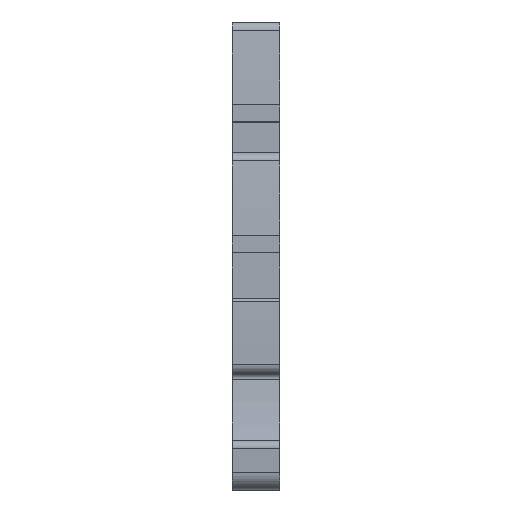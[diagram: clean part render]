
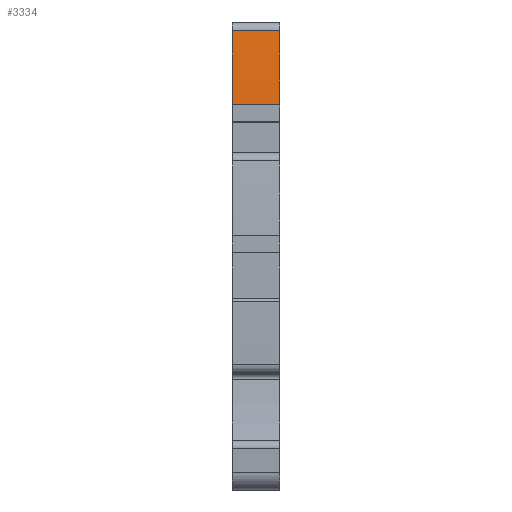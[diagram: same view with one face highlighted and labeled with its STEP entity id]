
A CAD part, front view. The second image highlights one B-rep face of the part: STEP entity #3334.
In plain terms, the highlighted cylindrical face has radius 149.2 mm (diameter 298.4 mm), a partial arc.
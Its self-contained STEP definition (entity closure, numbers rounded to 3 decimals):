
#1509=AXIS2_PLACEMENT_3D('Circle Axis2P3D',#1507,#1508,$) ;
#3314=AXIS2_PLACEMENT_3D('Cylinder Axis2P3D',#3311,#3312,#3313) ;
#3318=AXIS2_PLACEMENT_3D('Circle Axis2P3D',#3316,#3317,$) ;
#1504=CARTESIAN_POINT('Vertex',(0.,22.935,41.264)) ;
#1507=CARTESIAN_POINT('Axis2P3D Location',(0.,171.785,31.05)) ;
#1511=CARTESIAN_POINT('Vertex',(0.,23.702,49.272)) ;
#3291=CARTESIAN_POINT('Line Origine',(2.55,23.702,49.272)) ;
#3295=CARTESIAN_POINT('Vertex',(5.1,23.702,49.272)) ;
#3311=CARTESIAN_POINT('Axis2P3D Location',(2.55,171.785,31.05)) ;
#3316=CARTESIAN_POINT('Axis2P3D Location',(5.1,171.785,31.05)) ;
#3320=CARTESIAN_POINT('Vertex',(5.1,22.935,41.264)) ;
#3323=CARTESIAN_POINT('Line Origine',(2.55,22.935,41.264)) ;
#1508=DIRECTION('Axis2P3D Direction',(1.,0.,0.)) ;
#3292=DIRECTION('Vector Direction',(1.,0.,0.)) ;
#3312=DIRECTION('Axis2P3D Direction',(1.,0.,0.)) ;
#3313=DIRECTION('Axis2P3D XDirection',(0.,-0.993,0.122)) ;
#3317=DIRECTION('Axis2P3D Direction',(1.,0.,0.)) ;
#3324=DIRECTION('Vector Direction',(1.,0.,0.)) ;
#3293=VECTOR('Line Direction',#3292,1.) ;
#3325=VECTOR('Line Direction',#3324,1.) ;
#3329=ORIENTED_EDGE('',*,*,#3322,.F.) ;
#3330=ORIENTED_EDGE('',*,*,#3297,.F.) ;
#3331=ORIENTED_EDGE('',*,*,#1513,.T.) ;
#3332=ORIENTED_EDGE('',*,*,#3327,.F.) ;
#3334=ADVANCED_FACE('MLD',(#3333),#3315,.T.) ;
#1510=CIRCLE('generated circle',#1509,149.2) ;
#3319=CIRCLE('generated circle',#3318,149.2) ;
#3315=CYLINDRICAL_SURFACE('generated cylinder',#3314,149.2) ;
#1513=EDGE_CURVE('',#1512,#1505,#1510,.T.) ;
#3297=EDGE_CURVE('',#1512,#3296,#3294,.T.) ;
#3322=EDGE_CURVE('',#3296,#3321,#3319,.T.) ;
#3327=EDGE_CURVE('',#3321,#1505,#3326,.F.) ;
#3328=EDGE_LOOP('',(#3329,#3330,#3331,#3332)) ;
#3333=FACE_OUTER_BOUND('',#3328,.T.) ;
#3294=LINE('Line',#3291,#3293) ;
#3326=LINE('Line',#3323,#3325) ;
#1505=VERTEX_POINT('',#1504) ;
#1512=VERTEX_POINT('',#1511) ;
#3296=VERTEX_POINT('',#3295) ;
#3321=VERTEX_POINT('',#3320) ;
